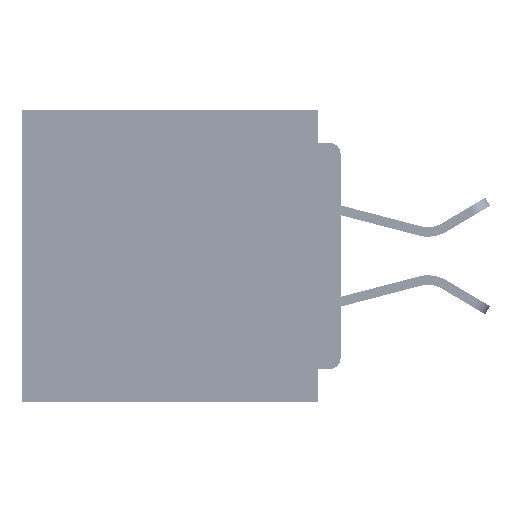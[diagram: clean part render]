
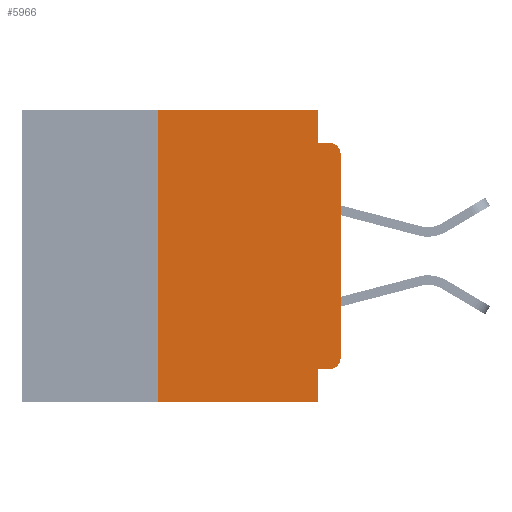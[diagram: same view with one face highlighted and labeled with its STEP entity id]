
A CAD part, left-side view. The second image highlights one B-rep face of the part: STEP entity #5966.
In plain terms, the highlighted planar face has unit normal (-1, 0, 0).
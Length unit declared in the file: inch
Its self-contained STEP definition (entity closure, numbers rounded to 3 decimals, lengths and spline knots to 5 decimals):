
#330 = AXIS2_PLACEMENT_3D ( 'NONE', #7055, #35036, #11118 ) ;
#594 = DIRECTION ( 'NONE',  ( 1., 0., 0. ) ) ;
#916 = ORIENTED_EDGE ( 'NONE', *, *, #40452, .T. ) ;
#985 = LINE ( 'NONE', #4799, #31784 ) ;
#1287 = VERTEX_POINT ( 'NONE', #41531 ) ;
#2344 = LINE ( 'NONE', #32381, #19955 ) ;
#4263 = VERTEX_POINT ( 'NONE', #13707 ) ;
#4361 = EDGE_CURVE ( 'NONE', #45366, #1287, #5663, .T. ) ;
#4799 = CARTESIAN_POINT ( 'NONE',  ( 0., 0.437, -0.4 ) ) ;
#5663 = LINE ( 'NONE', #34143, #35104 ) ;
#5966 = ADVANCED_FACE ( 'NONE', ( #46025 ), #24691, .F. ) ;
#6709 = VECTOR ( 'NONE', #32528, 39.37008 ) ;
#7055 = CARTESIAN_POINT ( 'NONE',  ( 0., 0.015, -0.06 ) ) ;
#8041 = CARTESIAN_POINT ( 'NONE',  ( 0., 0.015, -0.34 ) ) ;
#8581 = CARTESIAN_POINT ( 'NONE',  ( 0., 0.437, 0. ) ) ;
#8887 = DIRECTION ( 'NONE',  ( 0., -1., 0. ) ) ;
#9725 = EDGE_CURVE ( 'NONE', #19535, #37651, #25500, .T. ) ;
#10078 = CARTESIAN_POINT ( 'NONE',  ( 0., 0.25, -0.4 ) ) ;
#10358 = AXIS2_PLACEMENT_3D ( 'NONE', #48405, #594, #28753 ) ;
#10968 = VERTEX_POINT ( 'NONE', #42527 ) ;
#11118 = DIRECTION ( 'NONE',  ( 0., 0., -1. ) ) ;
#12000 = ORIENTED_EDGE ( 'NONE', *, *, #22778, .F. ) ;
#12099 = DIRECTION ( 'NONE',  ( 0., 0., -1. ) ) ;
#13416 = CARTESIAN_POINT ( 'NONE',  ( 0., 0., -0.045 ) ) ;
#13707 = CARTESIAN_POINT ( 'NONE',  ( 0., 0.015, -0.355 ) ) ;
#14877 = VECTOR ( 'NONE', #36504, 39.37008 ) ;
#15514 = CARTESIAN_POINT ( 'NONE',  ( 0., 0., -0.34 ) ) ;
#16194 = EDGE_CURVE ( 'NONE', #34182, #27478, #27039, .T. ) ;
#16357 = VECTOR ( 'NONE', #17373, 39.37008 ) ;
#16582 = CARTESIAN_POINT ( 'NONE',  ( 0., 0., -0.355 ) ) ;
#17373 = DIRECTION ( 'NONE',  ( 0., -1., 0. ) ) ;
#19535 = VERTEX_POINT ( 'NONE', #46645 ) ;
#19955 = VECTOR ( 'NONE', #24303, 39.37008 ) ;
#20940 = VECTOR ( 'NONE', #37093, 39.37008 ) ;
#21155 = CARTESIAN_POINT ( 'NONE',  ( 0., 0.25, -0.4 ) ) ;
#22201 = DIRECTION ( 'NONE',  ( 0., 0., -1. ) ) ;
#22778 = EDGE_CURVE ( 'NONE', #4263, #45366, #39831, .T. ) ;
#23196 = VERTEX_POINT ( 'NONE', #15514 ) ;
#24004 = EDGE_CURVE ( 'NONE', #29699, #19535, #43373, .T. ) ;
#24303 = DIRECTION ( 'NONE',  ( 0., 0., 1. ) ) ;
#24691 = PLANE ( 'NONE',  #10358 ) ;
#25500 = LINE ( 'NONE', #8581, #6709 ) ;
#27039 = LINE ( 'NONE', #13416, #16357 ) ;
#27478 = VERTEX_POINT ( 'NONE', #31949 ) ;
#28753 = DIRECTION ( 'NONE',  ( 0., 0., -1. ) ) ;
#29221 = EDGE_LOOP ( 'NONE', ( #916, #32586, #37955, #42074, #48346, #43982, #49076, #38492, #12000, #38159 ) ) ;
#29699 = VERTEX_POINT ( 'NONE', #10078 ) ;
#31778 = CARTESIAN_POINT ( 'NONE',  ( 0., 0.031, 0. ) ) ;
#31784 = VECTOR ( 'NONE', #8887, 39.37008 ) ;
#31949 = CARTESIAN_POINT ( 'NONE',  ( 0., 0.015, -0.045 ) ) ;
#32381 = CARTESIAN_POINT ( 'NONE',  ( 0., 0., 0. ) ) ;
#32528 = DIRECTION ( 'NONE',  ( 0., -1., 0. ) ) ;
#32586 = ORIENTED_EDGE ( 'NONE', *, *, #46006, .T. ) ;
#32878 = VECTOR ( 'NONE', #35462, 39.37008 ) ;
#34143 = CARTESIAN_POINT ( 'NONE',  ( 0., 0.031, -0.4 ) ) ;
#34182 = VERTEX_POINT ( 'NONE', #51659 ) ;
#34966 = AXIS2_PLACEMENT_3D ( 'NONE', #8041, #36005, #12099 ) ;
#35036 = DIRECTION ( 'NONE',  ( -1., 0., 0. ) ) ;
#35104 = VECTOR ( 'NONE', #22201, 39.37008 ) ;
#35462 = DIRECTION ( 'NONE',  ( 0., 0., -1. ) ) ;
#36005 = DIRECTION ( 'NONE',  ( -1., 0., 0. ) ) ;
#36504 = DIRECTION ( 'NONE',  ( 0., 1., 0. ) ) ;
#37093 = DIRECTION ( 'NONE',  ( 0., 0., 1. ) ) ;
#37651 = VERTEX_POINT ( 'NONE', #31778 ) ;
#37955 = ORIENTED_EDGE ( 'NONE', *, *, #16194, .F. ) ;
#38123 = CIRCLE ( 'NONE', #330, 0.015 ) ;
#38159 = ORIENTED_EDGE ( 'NONE', *, *, #44916, .T. ) ;
#38492 = ORIENTED_EDGE ( 'NONE', *, *, #4361, .F. ) ;
#38860 = CIRCLE ( 'NONE', #34966, 0.015 ) ;
#38917 = CARTESIAN_POINT ( 'NONE',  ( 0., 0.031, -0.355 ) ) ;
#39831 = LINE ( 'NONE', #16582, #14877 ) ;
#40452 = EDGE_CURVE ( 'NONE', #23196, #10968, #2344, .T. ) ;
#41531 = CARTESIAN_POINT ( 'NONE',  ( 0., 0.031, -0.4 ) ) ;
#42074 = ORIENTED_EDGE ( 'NONE', *, *, #42517, .F. ) ;
#42517 = EDGE_CURVE ( 'NONE', #37651, #34182, #43386, .T. ) ;
#42527 = CARTESIAN_POINT ( 'NONE',  ( 0., 0., -0.06 ) ) ;
#43373 = LINE ( 'NONE', #21155, #20940 ) ;
#43386 = LINE ( 'NONE', #47150, #32878 ) ;
#43982 = ORIENTED_EDGE ( 'NONE', *, *, #24004, .F. ) ;
#44916 = EDGE_CURVE ( 'NONE', #4263, #23196, #38860, .T. ) ;
#45366 = VERTEX_POINT ( 'NONE', #38917 ) ;
#46006 = EDGE_CURVE ( 'NONE', #10968, #27478, #38123, .T. ) ;
#46025 = FACE_OUTER_BOUND ( 'NONE', #29221, .T. ) ;
#46645 = CARTESIAN_POINT ( 'NONE',  ( 0., 0.25, 0. ) ) ;
#46966 = EDGE_CURVE ( 'NONE', #29699, #1287, #985, .T. ) ;
#47150 = CARTESIAN_POINT ( 'NONE',  ( 0., 0.031, 0. ) ) ;
#48346 = ORIENTED_EDGE ( 'NONE', *, *, #9725, .F. ) ;
#48405 = CARTESIAN_POINT ( 'NONE',  ( 0., 0.437, 0. ) ) ;
#49076 = ORIENTED_EDGE ( 'NONE', *, *, #46966, .T. ) ;
#51659 = CARTESIAN_POINT ( 'NONE',  ( 0., 0.031, -0.045 ) ) ;
